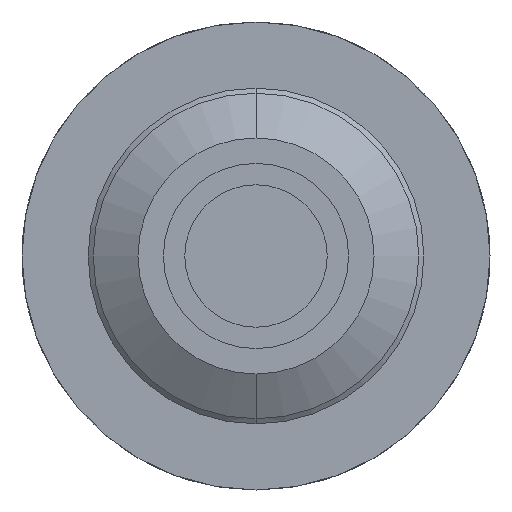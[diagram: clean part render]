
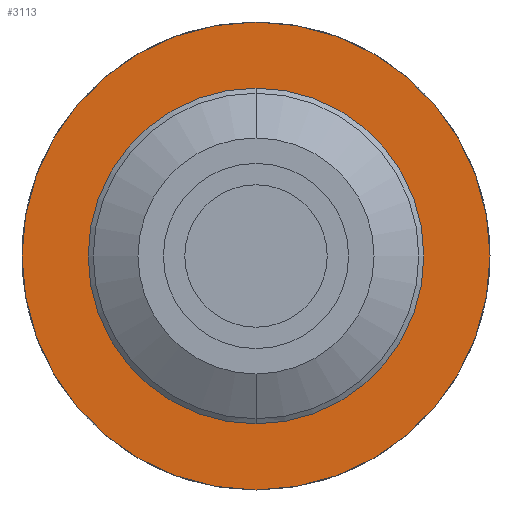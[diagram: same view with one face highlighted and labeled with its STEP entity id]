
A CAD part, front view. The second image highlights one B-rep face of the part: STEP entity #3113.
In plain terms, the highlighted planar face has unit normal (0, -1, 0).
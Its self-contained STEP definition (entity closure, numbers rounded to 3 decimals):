
#53 = AXIS2_PLACEMENT_3D ( 'NONE', #1671, #1649, #127 ) ;
#125 = CARTESIAN_POINT ( 'NONE',  ( 0., -2., 1.15 ) ) ;
#127 = DIRECTION ( 'NONE',  ( 0., 0., 1. ) ) ;
#192 = AXIS2_PLACEMENT_3D ( 'NONE', #3046, #3033, #279 ) ;
#263 = EDGE_CURVE ( 'Defeature ausgef�hrt2_6+Defeature ausgef�hrt2_4+Defeature ausgef�hrt2_4+Defeature ausgef�hrt2_4', #592, #3399, #2217, .T. ) ;
#279 = DIRECTION ( 'NONE',  ( 0., 0., 1. ) ) ;
#592 = VERTEX_POINT ( 'NONE', #892 ) ;
#739 = CARTESIAN_POINT ( 'NONE',  ( 0., -2., -1.15 ) ) ;
#795 = DIRECTION ( 'NONE',  ( 0., 0., 1. ) ) ;
#812 = EDGE_LOOP ( 'NONE', ( #2642, #1663 ) ) ;
#821 = FACE_BOUND ( 'NONE', #812, .T. ) ;
#885 = CARTESIAN_POINT ( 'NONE',  ( 0., -2., 0.825 ) ) ;
#892 = CARTESIAN_POINT ( 'NONE',  ( 0., -2., -0.825 ) ) ;
#897 = PLANE ( 'NONE',  #192 ) ;
#961 = VERTEX_POINT ( 'NONE', #739 ) ;
#998 = EDGE_CURVE ( 'Defeature ausgef�hrt2_5+Defeature ausgef�hrt2_6+Defeature ausgef�hrt2_6+Defeature ausgef�hrt2_6', #1302, #961, #2301, .T. ) ;
#1155 = CIRCLE ( 'NONE', #1282, 1.15 ) ;
#1282 = AXIS2_PLACEMENT_3D ( 'NONE', #3492, #2591, #795 ) ;
#1302 = VERTEX_POINT ( 'NONE', #125 ) ;
#1471 = AXIS2_PLACEMENT_3D ( 'NONE', #2656, #2943, #2028 ) ;
#1649 = DIRECTION ( 'NONE',  ( 0., 1., 0. ) ) ;
#1663 = ORIENTED_EDGE ( 'NONE', *, *, #263, .T. ) ;
#1671 = CARTESIAN_POINT ( 'NONE',  ( 0., -2., 0. ) ) ;
#1822 = FACE_OUTER_BOUND ( 'NONE', #3055, .T. ) ;
#2028 = DIRECTION ( 'NONE',  ( 0., 0., 1. ) ) ;
#2216 = AXIS2_PLACEMENT_3D ( 'NONE', #2843, #3141, #3739 ) ;
#2217 = CIRCLE ( 'NONE', #53, 0.825 ) ;
#2295 = EDGE_CURVE ( 'Defeature ausgef�hrt2_5+Defeature ausgef�hrt2_6+Defeature ausgef�hrt2_6+Defeature ausgef�hrt2_6', #961, #1302, #1155, .T. ) ;
#2301 = CIRCLE ( 'NONE', #1471, 1.15 ) ;
#2591 = DIRECTION ( 'NONE',  ( 0., 1., 0. ) ) ;
#2642 = ORIENTED_EDGE ( 'NONE', *, *, #3755, .T. ) ;
#2656 = CARTESIAN_POINT ( 'NONE',  ( 0., -2., 0. ) ) ;
#2677 = CIRCLE ( 'NONE', #2216, 0.825 ) ;
#2843 = CARTESIAN_POINT ( 'NONE',  ( 0., -2., 0. ) ) ;
#2943 = DIRECTION ( 'NONE',  ( 0., 1., 0. ) ) ;
#3033 = DIRECTION ( 'NONE',  ( 0., 1., 0. ) ) ;
#3046 = CARTESIAN_POINT ( 'NONE',  ( 1.15, -2., 0. ) ) ;
#3055 = EDGE_LOOP ( 'NONE', ( #3704, #3181 ) ) ;
#3113 = ADVANCED_FACE ( 'Defeature ausgef�hrt2_6', ( #1822, #821 ), #897, .F. ) ;
#3141 = DIRECTION ( 'NONE',  ( 0., 1., 0. ) ) ;
#3181 = ORIENTED_EDGE ( 'NONE', *, *, #2295, .F. ) ;
#3399 = VERTEX_POINT ( 'NONE', #885 ) ;
#3492 = CARTESIAN_POINT ( 'NONE',  ( 0., -2., 0. ) ) ;
#3704 = ORIENTED_EDGE ( 'NONE', *, *, #998, .F. ) ;
#3739 = DIRECTION ( 'NONE',  ( 0., 0., 1. ) ) ;
#3755 = EDGE_CURVE ( 'Defeature ausgef�hrt2_6+Defeature ausgef�hrt2_4+Defeature ausgef�hrt2_4+Defeature ausgef�hrt2_4', #3399, #592, #2677, .T. ) ;
